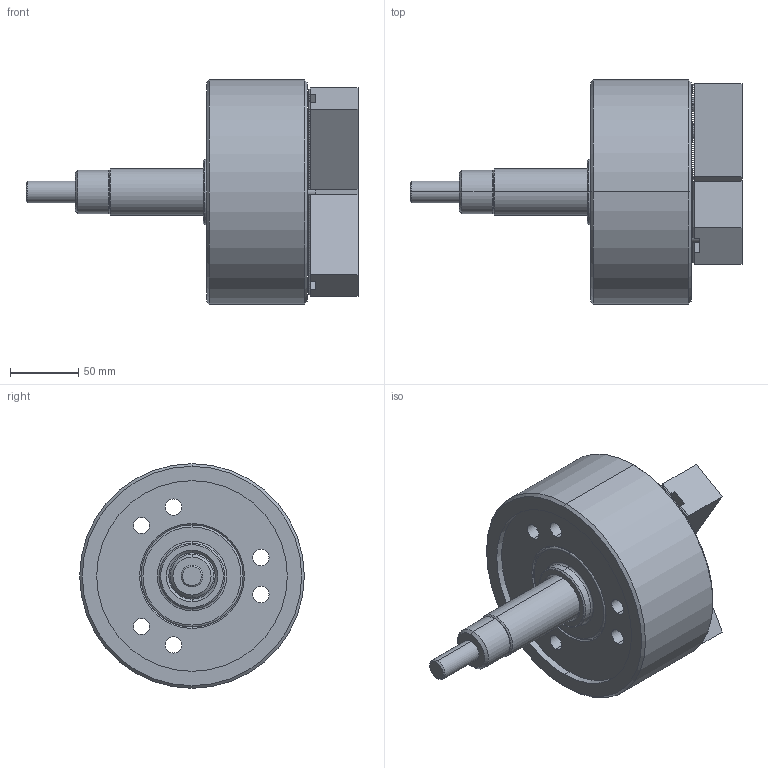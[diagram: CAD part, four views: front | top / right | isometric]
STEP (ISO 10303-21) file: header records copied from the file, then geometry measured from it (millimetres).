
FILE_DESCRIPTION (( 'STEP AP203' ), '1' );
FILE_NAME ('3M-06 外觀參考.STEP', '2016-12-14T03:18:49', ( 'temp' ), ( '' ), 'SwSTEP 2.0', 'SolidWorks 2016', '' );
FILE_SCHEMA (( 'CONFIG_CONTROL_DESIGN' ));
Length unit declared in the file: metre
Products named in the file (10): 3M-06中仁; 3M-06防塵蓋; M5x12; SJ-06; M10x25; 3M-06 外觀參考; 3P-06連接管; 3P-06連接管螺栓; 3P-06連接管螺帽; 3M-06本體
Assembly tree (18 placements, depth 2):
  3M-06 外觀參考
    3M-06本體
    3M-06中仁
    3M-06防塵蓋
    M5x12  x3
    SJ-06  x3
    M10x25  x6
    3P-06連接管
    3P-06連接管螺栓
    3P-06連接管螺帽
Bounding box: 243.8 x 165 x 165 mm (x, y, z)
Volume: 1621459.9 mm3; surface area: 232183.8 mm2
Topology: 18 solids, 18 shells, 1733 faces, 4866 edges, 3186 vertices
Faces by surface type: plane 1122, cylinder 458, cone 123, bspline 24, torus 6
Entity records: 24471 total; most frequent: CARTESIAN_POINT 5268, ORIENTED_EDGE 3980, DIRECTION 3445, EDGE_CURVE 1990, VERTEX_POINT 1307, LINE 1277, VECTOR 1277, AXIS2_PLACEMENT_3D 1084
